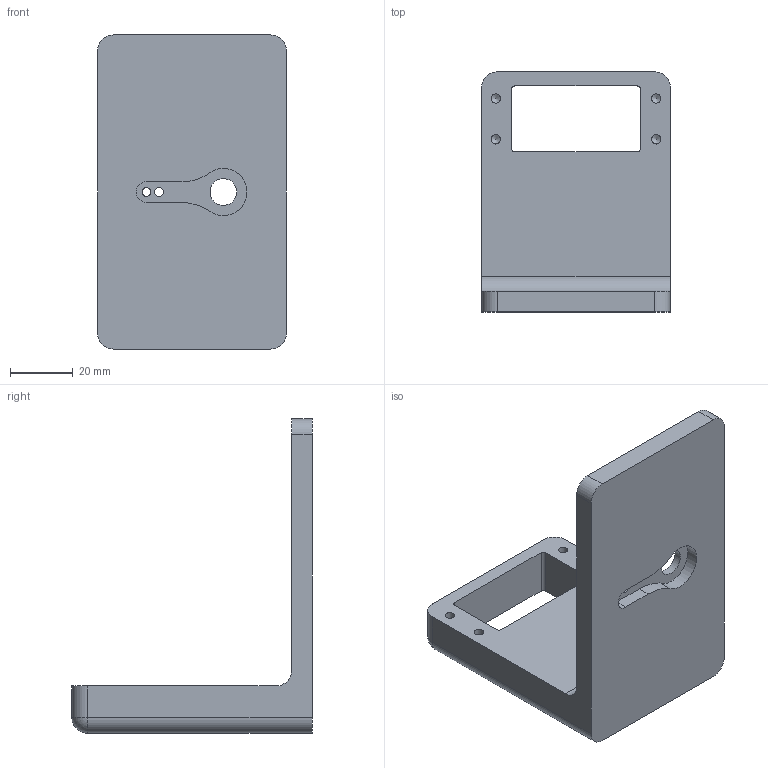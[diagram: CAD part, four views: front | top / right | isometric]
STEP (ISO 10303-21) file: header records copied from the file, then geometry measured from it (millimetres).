
FILE_DESCRIPTION(/* description */ (''),/* implementation_level */ '2;1');
FILE_NAME(/* name */ 'Turret Mid Section.stp',/* time_stamp */ '2020-02-19T17:51:37-05:00',/* author */ ('Isaac Baumert'),/* organization */ (''),/* preprocessor_version */ 'ST-DEVELOPER v16.5',/* originating_system */ 'Autodesk Inventor 2017',/* authorisation */ '');
FILE_SCHEMA (('AUTOMOTIVE_DESIGN { 1 0 10303 214 3 1 1 }'));
Length unit declared in the file: millimetre
Products named in the file (1): Turret Mid Section
Bounding box: 60 x 76.5 x 100 mm (x, y, z)
Volume: 86272.2 mm3; surface area: 24752.7 mm2
Topology: 1 solids, 1 shells, 49 faces, 128 edges, 82 vertices
Faces by surface type: cylinder 25, plane 18, cone 4, sphere 2
Full cylindrical faces by diameter (mm): 2.8 x2, 3 x4, 8.5 x1
Entity records: 1477 total; most frequent: DIRECTION 261, CARTESIAN_POINT 255, ORIENTED_EDGE 226, EDGE_CURVE 113, AXIS2_PLACEMENT_3D 100, VERTEX_POINT 78, EDGE_LOOP 69, LINE 61
